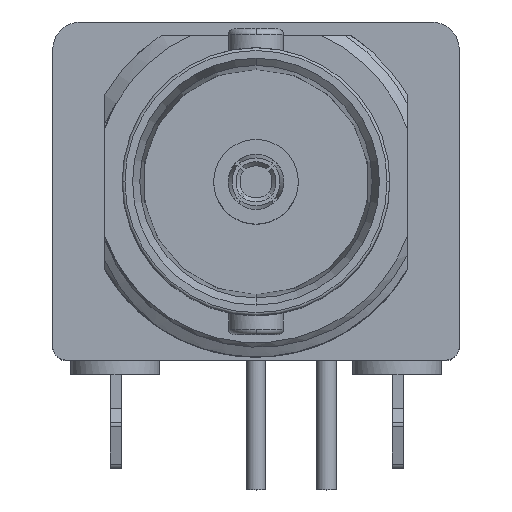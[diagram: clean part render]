
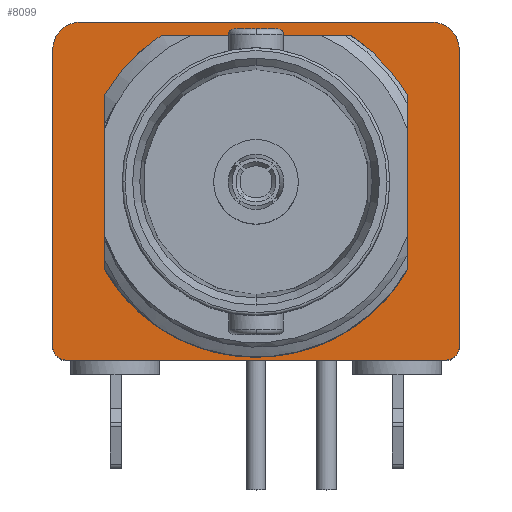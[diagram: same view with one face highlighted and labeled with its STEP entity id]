
A CAD part, top view. The second image highlights one B-rep face of the part: STEP entity #8099.
In plain terms, the highlighted planar face has unit normal (0, 0, 1).
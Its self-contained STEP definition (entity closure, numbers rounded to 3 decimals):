
#30=CARTESIAN_POINT('',(3.071,5.305,-20.701));
#354=CARTESIAN_POINT('',(-5.45,-3.115,
-20.701));
#1171=CARTESIAN_POINT('',(4.455,-3.706,
-20.701));
#1194=CARTESIAN_POINT('',(-6.328,4.791,-20.701));
#1195=DIRECTION('',(0.,0.,1.));
#1196=DIRECTION('',(0.,1.,0.));
#1197=AXIS2_PLACEMENT_3D('',#1194,#1195,#1196);
#1199=CARTESIAN_POINT('',(6.328,4.791,-20.701));
#1200=DIRECTION('',(0.,0.,1.));
#1201=DIRECTION('',(1.,0.,0.));
#1202=AXIS2_PLACEMENT_3D('',#1199,#1200,#1201);
#1204=CARTESIAN_POINT('',(6.828,-5.901,-20.701));
#1205=DIRECTION('',(0.,0.,1.));
#1206=DIRECTION('',(0.,-1.,0.));
#1207=AXIS2_PLACEMENT_3D('',#1204,#1205,#1206);
#1209=DIRECTION('',(1.,0.,0.));
#1210=VECTOR('',#1209,13.656);
#1211=CARTESIAN_POINT('',(-6.828,-6.401,-20.701));
#1212=LINE('',#1211,#1210);
#1213=CARTESIAN_POINT('',(-6.828,-5.901,-20.701));
#1214=DIRECTION('',(0.,0.,1.));
#1215=DIRECTION('',(-1.,0.,0.));
#1216=AXIS2_PLACEMENT_3D('',#1213,#1214,#1215);
#1218=DIRECTION('',(1.,0.,0.));
#1219=VECTOR('',#1218,6.459);
#1220=CARTESIAN_POINT('',(-3.388,5.305,-20.701));
#1221=LINE('',#1220,#1219);
#1222=CARTESIAN_POINT('',(0.,0.,-20.701));
#1223=DIRECTION('',(0.,0.,-1.));
#1224=DIRECTION('',(-0.866,0.5,0.));
#1225=AXIS2_PLACEMENT_3D('',#1222,#1223,#1224);
#1227=DIRECTION('',(0.,1.,0.));
#1228=VECTOR('',#1227,6.265);
#1229=CARTESIAN_POINT('',(-5.45,-3.115,
-20.701));
#1230=LINE('',#1229,#1228);
#1231=CARTESIAN_POINT('',(4.455,-3.706,
-20.701));
#1232=CARTESIAN_POINT('',(4.263,-3.958,
-20.701));
#1233=CARTESIAN_POINT('',(3.844,-4.425,
-20.701));
#1234=CARTESIAN_POINT('',(3.094,-5.026,
-20.701));
#1235=CARTESIAN_POINT('',(2.268,-5.492,
-20.701));
#1236=CARTESIAN_POINT('',(1.36,-5.826,
-20.701));
#1237=CARTESIAN_POINT('',(0.414,-6.009,
-20.701));
#1238=CARTESIAN_POINT('',(-0.555,-6.038,-20.701));
#1239=CARTESIAN_POINT('',(-1.527,-5.91,
-20.701));
#1240=CARTESIAN_POINT('',(-2.46,-5.63,
-20.701));
#1241=CARTESIAN_POINT('',(-3.351,-5.197,
-20.701));
#1242=CARTESIAN_POINT('',(-4.158,-4.631,
-20.701));
#1243=CARTESIAN_POINT('',(-4.873,-3.935,
-20.701));
#1244=CARTESIAN_POINT('',(-5.271,-3.401,
-20.701));
#1245=CARTESIAN_POINT('',(-5.45,-3.115,
-20.701));
#1247=CARTESIAN_POINT('',(0.,0.,-20.701));
#1248=DIRECTION('',(0.,0.,-1.));
#1249=DIRECTION('',(0.94,-0.34,0.));
#1250=AXIS2_PLACEMENT_3D('',#1247,#1248,#1249);
#1252=DIRECTION('',(0.,-1.,0.));
#1253=VECTOR('',#1252,4.416);
#1254=CARTESIAN_POINT('',(5.45,2.447,-20.701));
#1255=LINE('',#1254,#1253);
#1256=DIRECTION('',(0.,1.,0.));
#1257=VECTOR('',#1256,10.692);
#1258=CARTESIAN_POINT('',(-7.328,-5.901,-20.701));
#1259=LINE('',#1258,#1257);
#1680=DIRECTION('',(0.,-1.,0.));
#1681=VECTOR('',#1680,10.692);
#1682=CARTESIAN_POINT('',(7.328,4.791,-20.701));
#1683=LINE('',#1682,#1681);
#1715=DIRECTION('',(1.,0.,0.));
#1716=VECTOR('',#1715,12.656);
#1717=CARTESIAN_POINT('',(-6.328,5.791,-20.701));
#1718=LINE('',#1717,#1716);
#3154=CARTESIAN_POINT('',(5.45,2.447,-20.701));
#3155=CARTESIAN_POINT('',(5.333,2.739,-20.701));
#3156=CARTESIAN_POINT('',(5.057,3.299,-20.701));
#3157=CARTESIAN_POINT('',(4.507,4.077,-20.701));
#3158=CARTESIAN_POINT('',(3.848,4.752,-20.701));
#3159=CARTESIAN_POINT('',(3.342,5.133,-20.701));
#3160=CARTESIAN_POINT('',(3.071,5.305,-20.701));
#5354=VERTEX_POINT('',#354);
#5355=CARTESIAN_POINT('',(-5.45,3.15,-20.701));
#5356=VERTEX_POINT('',#5355);
#5364=VERTEX_POINT('',#30);
#5365=VERTEX_POINT('',#3154);
#5388=VERTEX_POINT('',#1171);
#5389=CARTESIAN_POINT('',(5.45,-1.97,-20.701));
#5390=VERTEX_POINT('',#5389);
#5496=CARTESIAN_POINT('',(-3.388,5.305,-20.701));
#5497=VERTEX_POINT('',#5496);
#5563=CARTESIAN_POINT('',(6.828,-6.401,-20.701));
#5564=VERTEX_POINT('',#5563);
#5565=CARTESIAN_POINT('',(7.328,-5.901,-20.701));
#5566=VERTEX_POINT('',#5565);
#5623=CARTESIAN_POINT('',(-7.328,-5.901,-20.701));
#5624=VERTEX_POINT('',#5623);
#5625=CARTESIAN_POINT('',(-6.828,-6.401,-20.701));
#5626=VERTEX_POINT('',#5625);
#5655=CARTESIAN_POINT('',(7.328,4.791,-20.701));
#5656=VERTEX_POINT('',#5655);
#5669=CARTESIAN_POINT('',(6.328,5.791,-20.701));
#5671=VERTEX_POINT('',#5669);
#5672=CARTESIAN_POINT('',(-6.328,5.791,-20.701));
#5673=VERTEX_POINT('',#5672);
#5756=CARTESIAN_POINT('',(-7.328,4.791,-20.701));
#5757=VERTEX_POINT('',#5756);
#8064=CARTESIAN_POINT('',(-8.841,3.634,-20.701));
#8065=DIRECTION('',(0.,0.,-1.));
#8066=DIRECTION('',(0.,-1.,0.));
#8067=AXIS2_PLACEMENT_3D('',#8064,#8065,#8066);
#8068=PLANE('',#8067);
#8070=ORIENTED_EDGE('',*,*,#8069,.T.);
#8072=ORIENTED_EDGE('',*,*,#8071,.F.);
#8074=ORIENTED_EDGE('',*,*,#8073,.T.);
#8076=ORIENTED_EDGE('',*,*,#8075,.F.);
#8078=ORIENTED_EDGE('',*,*,#8077,.T.);
#8080=ORIENTED_EDGE('',*,*,#8079,.F.);
#8082=ORIENTED_EDGE('',*,*,#8081,.F.);
#8084=ORIENTED_EDGE('',*,*,#8083,.F.);
#8085=EDGE_LOOP('',(#8070,#8072,#8074,#8076,#8078,#8080,#8082,#8084));
#8086=FACE_OUTER_BOUND('',#8085,.F.);
#8088=ORIENTED_EDGE('',*,*,#8087,.T.);
#8089=ORIENTED_EDGE('',*,*,#6218,.F.);
#8091=ORIENTED_EDGE('',*,*,#8090,.F.);
#8092=ORIENTED_EDGE('',*,*,#6582,.F.);
#8094=ORIENTED_EDGE('',*,*,#8093,.F.);
#8095=ORIENTED_EDGE('',*,*,#8055,.F.);
#8096=ORIENTED_EDGE('',*,*,#7862,.F.);
#8097=EDGE_LOOP('',(#8088,#8089,#8091,#8092,#8094,#8095,#8096));
#8098=FACE_BOUND('',#8097,.F.);
#8099=ADVANCED_FACE('',(#8086,#8098),#8068,.F.);
#1198=CIRCLE('',#1197,1.);
#1203=CIRCLE('',#1202,1.);
#1208=CIRCLE('',#1207,0.5);
#1217=CIRCLE('',#1216,0.5);
#1226=CIRCLE('',#1225,6.295);
#1246=B_SPLINE_CURVE_WITH_KNOTS('',3,(#1231,#1232,#1233,#1234,#1235,#1236,#1237,
#1238,#1239,#1240,#1241,#1242,#1243,#1244,#1245),.UNSPECIFIED.,.F.,.F.,(4,1,1,1,
1,1,1,1,1,1,1,1,4),(0.,0.083,0.167,0.25,
0.333,0.417,0.5,0.583,0.667,
0.75,0.833,0.917,1.),.UNSPECIFIED.);
#1251=CIRCLE('',#1250,5.795);
#3161=B_SPLINE_CURVE_WITH_KNOTS('',3,(#3154,#3155,#3156,#3157,#3158,#3159,
#3160),.UNSPECIFIED.,.F.,.F.,(4,1,1,1,4),(0.,0.25,0.5,0.75,1.),
.UNSPECIFIED.);
#6218=EDGE_CURVE('',#5497,#5364,#1221,.T.);
#6582=EDGE_CURVE('',#5354,#5356,#1230,.T.);
#7862=EDGE_CURVE('',#5365,#5390,#1255,.T.);
#8055=EDGE_CURVE('',#5390,#5388,#1251,.T.);
#8069=EDGE_CURVE('',#5624,#5757,#1259,.T.);
#8071=EDGE_CURVE('',#5673,#5757,#1198,.T.);
#8073=EDGE_CURVE('',#5673,#5671,#1718,.T.);
#8075=EDGE_CURVE('',#5656,#5671,#1203,.T.);
#8077=EDGE_CURVE('',#5656,#5566,#1683,.T.);
#8079=EDGE_CURVE('',#5564,#5566,#1208,.T.);
#8081=EDGE_CURVE('',#5626,#5564,#1212,.T.);
#8083=EDGE_CURVE('',#5624,#5626,#1217,.T.);
#8087=EDGE_CURVE('',#5365,#5364,#3161,.T.);
#8090=EDGE_CURVE('',#5356,#5497,#1226,.T.);
#8093=EDGE_CURVE('',#5388,#5354,#1246,.T.);
